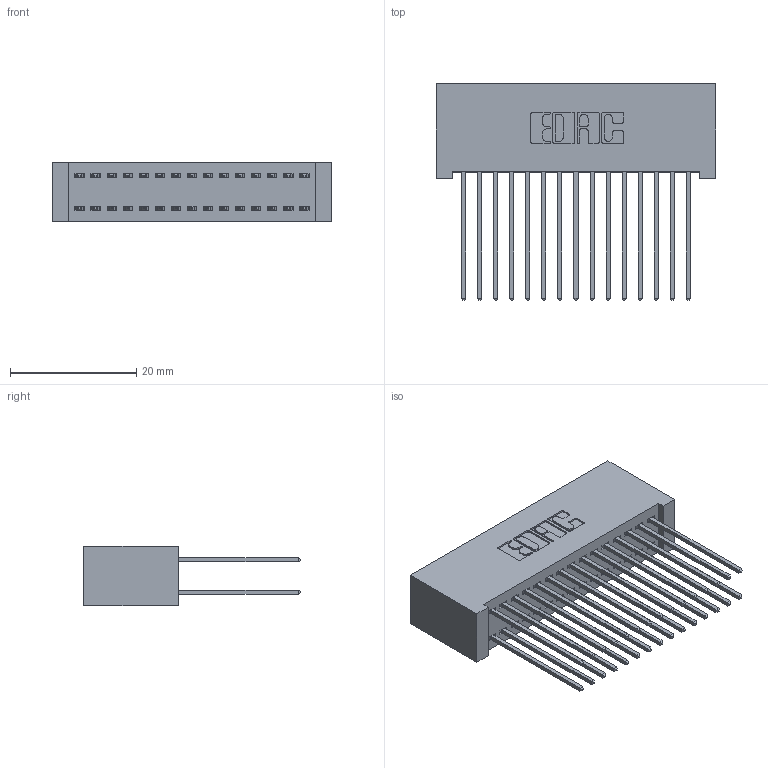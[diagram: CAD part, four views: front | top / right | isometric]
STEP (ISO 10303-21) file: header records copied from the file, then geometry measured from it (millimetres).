
FILE_DESCRIPTION (( 'STEP AP203' ), '1' );
FILE_NAME ('392-030-541-201.STEP', '2018-08-15T22:31:39', ( '' ), ( '' ), 'SwSTEP 2.0', 'SolidWorks 2016', '' );
FILE_SCHEMA (( 'CONFIG_CONTROL_DESIGN' ));
Length unit declared in the file: inch
Products named in the file (3): 392-030-541-201; 342 Part_Lugless; 345-292-001_345-293-141
Assembly tree (31 placements, depth 2):
  392-030-541-201
    342 Part_Lugless
    345-292-001_345-293-141  x30
Bounding box: 44.35 x 34.3 x 9.4 mm (x, y, z)
Volume: 4468.5 mm3; surface area: 7832.9 mm2
Topology: 31 solids, 31 shells, 1662 faces, 4925 edges, 3242 vertices
Faces by surface type: plane 1142, cylinder 520
Entity records: 12751 total; most frequent: CARTESIAN_POINT 2142, ORIENTED_EDGE 2078, DIRECTION 1871, EDGE_CURVE 1039, LINE 919, VECTOR 919, VERTEX_POINT 690, AXIS2_PLACEMENT_3D 476
